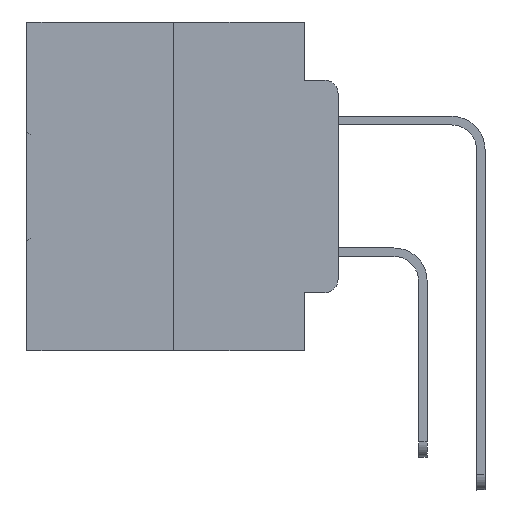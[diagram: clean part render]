
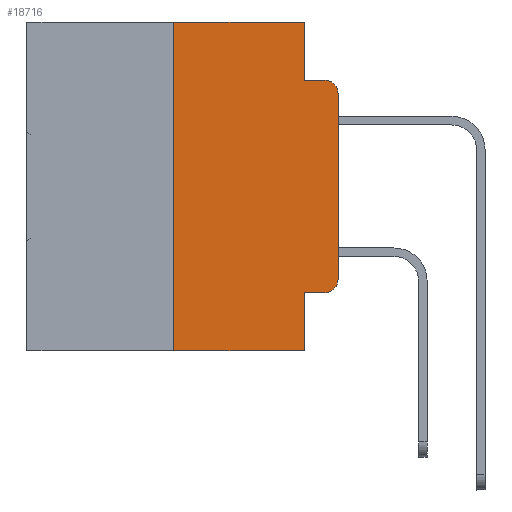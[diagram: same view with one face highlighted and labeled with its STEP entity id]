
A CAD part, left-side view. The second image highlights one B-rep face of the part: STEP entity #18716.
In plain terms, the highlighted planar face has unit normal (-1, 0, 0).
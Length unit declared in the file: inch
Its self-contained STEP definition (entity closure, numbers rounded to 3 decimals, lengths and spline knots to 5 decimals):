
#131 = VERTEX_POINT ( 'NONE', #28486 ) ;
#763 = CARTESIAN_POINT ( 'NONE',  ( 0., 0.02, -0.3915 ) ) ;
#959 = CARTESIAN_POINT ( 'NONE',  ( 0., 0.051, -0.0885 ) ) ;
#1271 = LINE ( 'NONE', #17717, #14439 ) ;
#1742 = PLANE ( 'NONE',  #11930 ) ;
#2812 = EDGE_CURVE ( 'NONE', #9717, #131, #14235, .T. ) ;
#2831 = VECTOR ( 'NONE', #13818, 39.37008 ) ;
#3103 = CARTESIAN_POINT ( 'NONE',  ( 0., 0.051, -0.4115 ) ) ;
#3445 = DIRECTION ( 'NONE',  ( 0., 0., -1. ) ) ;
#3525 = CARTESIAN_POINT ( 'NONE',  ( 0., 0.051, -0.0885 ) ) ;
#4410 = DIRECTION ( 'NONE',  ( 0., 0., -1. ) ) ;
#5055 = EDGE_CURVE ( 'NONE', #15802, #8421, #10932, .T. ) ;
#5596 = FACE_OUTER_BOUND ( 'NONE', #21528, .T. ) ;
#6141 = LINE ( 'NONE', #959, #13137 ) ;
#6176 = LINE ( 'NONE', #29075, #18395 ) ;
#6370 = DIRECTION ( 'NONE',  ( -1., 0., 0. ) ) ;
#6403 = EDGE_CURVE ( 'NONE', #13833, #15181, #20620, .T. ) ;
#6793 = VECTOR ( 'NONE', #26748, 39.37008 ) ;
#7077 = VERTEX_POINT ( 'NONE', #31993 ) ;
#7263 = DIRECTION ( 'NONE',  ( 0., 0., 1. ) ) ;
#7353 = ORIENTED_EDGE ( 'NONE', *, *, #23067, .T. ) ;
#7475 = EDGE_CURVE ( 'NONE', #7077, #23239, #24916, .T. ) ;
#8030 = VERTEX_POINT ( 'NONE', #3525 ) ;
#8421 = VERTEX_POINT ( 'NONE', #13063 ) ;
#9257 = EDGE_CURVE ( 'NONE', #7077, #15802, #19617, .T. ) ;
#9717 = VERTEX_POINT ( 'NONE', #26056 ) ;
#9921 = EDGE_CURVE ( 'NONE', #8030, #131, #6141, .T. ) ;
#10247 = ORIENTED_EDGE ( 'NONE', *, *, #2812, .T. ) ;
#10932 = CIRCLE ( 'NONE', #27135, 0.02 ) ;
#11052 = AXIS2_PLACEMENT_3D ( 'NONE', #21914, #6370, #24469 ) ;
#11565 = CARTESIAN_POINT ( 'NONE',  ( 0., 0.473, 0. ) ) ;
#11856 = CARTESIAN_POINT ( 'NONE',  ( 0., 0.02, -0.4115 ) ) ;
#11930 = AXIS2_PLACEMENT_3D ( 'NONE', #14852, #20020, #4410 ) ;
#12092 = LINE ( 'NONE', #15543, #31608 ) ;
#12710 = ORIENTED_EDGE ( 'NONE', *, *, #6403, .F. ) ;
#13063 = CARTESIAN_POINT ( 'NONE',  ( 0., 0., -0.3915 ) ) ;
#13137 = VECTOR ( 'NONE', #29241, 39.37008 ) ;
#13818 = DIRECTION ( 'NONE',  ( 0., -1., 0. ) ) ;
#13833 = VERTEX_POINT ( 'NONE', #31565 ) ;
#14036 = VERTEX_POINT ( 'NONE', #30225 ) ;
#14235 = CIRCLE ( 'NONE', #11052, 0.02 ) ;
#14301 = ORIENTED_EDGE ( 'NONE', *, *, #7475, .F. ) ;
#14362 = CARTESIAN_POINT ( 'NONE',  ( 0., 0.051, 0. ) ) ;
#14439 = VECTOR ( 'NONE', #7263, 39.37008 ) ;
#14852 = CARTESIAN_POINT ( 'NONE',  ( 0., 0.473, 0. ) ) ;
#15181 = VERTEX_POINT ( 'NONE', #14362 ) ;
#15543 = CARTESIAN_POINT ( 'NONE',  ( 0., 0.051, 0. ) ) ;
#15802 = VERTEX_POINT ( 'NONE', #11856 ) ;
#15909 = ORIENTED_EDGE ( 'NONE', *, *, #9257, .T. ) ;
#16146 = DIRECTION ( 'NONE',  ( 0., -1., 0. ) ) ;
#17717 = CARTESIAN_POINT ( 'NONE',  ( 0., 0.25, 0. ) ) ;
#18395 = VECTOR ( 'NONE', #18988, 39.37008 ) ;
#18716 = ADVANCED_FACE ( 'NONE', ( #5596 ), #1742, .F. ) ;
#18988 = DIRECTION ( 'NONE',  ( 0., 0., 1. ) ) ;
#19076 = DIRECTION ( 'NONE',  ( -1., 0., 0. ) ) ;
#19617 = LINE ( 'NONE', #3103, #32271 ) ;
#20020 = DIRECTION ( 'NONE',  ( 1., 0., 0. ) ) ;
#20620 = LINE ( 'NONE', #11565, #6793 ) ;
#21528 = EDGE_LOOP ( 'NONE', ( #29808, #10247, #23923, #25515, #12710, #26294, #7353, #14301, #15909, #29776 ) ) ;
#21914 = CARTESIAN_POINT ( 'NONE',  ( 0., 0.02, -0.1085 ) ) ;
#21985 = CARTESIAN_POINT ( 'NONE',  ( 0., 0.051, 0. ) ) ;
#22225 = CARTESIAN_POINT ( 'NONE',  ( 0., 0.051, -0.5 ) ) ;
#23067 = EDGE_CURVE ( 'NONE', #14036, #23239, #29473, .T. ) ;
#23239 = VERTEX_POINT ( 'NONE', #22225 ) ;
#23282 = DIRECTION ( 'NONE',  ( 0., 0., -1. ) ) ;
#23923 = ORIENTED_EDGE ( 'NONE', *, *, #9921, .F. ) ;
#24123 = VECTOR ( 'NONE', #24648, 39.37008 ) ;
#24469 = DIRECTION ( 'NONE',  ( 0., 0., -1. ) ) ;
#24648 = DIRECTION ( 'NONE',  ( 0., 0., -1. ) ) ;
#24916 = LINE ( 'NONE', #21985, #24123 ) ;
#25408 = EDGE_CURVE ( 'NONE', #15181, #8030, #12092, .T. ) ;
#25515 = ORIENTED_EDGE ( 'NONE', *, *, #25408, .F. ) ;
#26056 = CARTESIAN_POINT ( 'NONE',  ( 0., 0., -0.1085 ) ) ;
#26294 = ORIENTED_EDGE ( 'NONE', *, *, #30458, .F. ) ;
#26748 = DIRECTION ( 'NONE',  ( 0., -1., 0. ) ) ;
#27135 = AXIS2_PLACEMENT_3D ( 'NONE', #763, #19076, #3445 ) ;
#28486 = CARTESIAN_POINT ( 'NONE',  ( 0., 0.02, -0.0885 ) ) ;
#29075 = CARTESIAN_POINT ( 'NONE',  ( 0., 0., 0. ) ) ;
#29098 = CARTESIAN_POINT ( 'NONE',  ( 0., 0.473, -0.5 ) ) ;
#29241 = DIRECTION ( 'NONE',  ( 0., -1., 0. ) ) ;
#29473 = LINE ( 'NONE', #29098, #2831 ) ;
#29776 = ORIENTED_EDGE ( 'NONE', *, *, #5055, .T. ) ;
#29808 = ORIENTED_EDGE ( 'NONE', *, *, #31717, .T. ) ;
#30225 = CARTESIAN_POINT ( 'NONE',  ( 0., 0.25, -0.5 ) ) ;
#30458 = EDGE_CURVE ( 'NONE', #14036, #13833, #1271, .T. ) ;
#31565 = CARTESIAN_POINT ( 'NONE',  ( 0., 0.25, 0. ) ) ;
#31608 = VECTOR ( 'NONE', #23282, 39.37008 ) ;
#31717 = EDGE_CURVE ( 'NONE', #8421, #9717, #6176, .T. ) ;
#31993 = CARTESIAN_POINT ( 'NONE',  ( 0., 0.051, -0.4115 ) ) ;
#32271 = VECTOR ( 'NONE', #16146, 39.37008 ) ;
